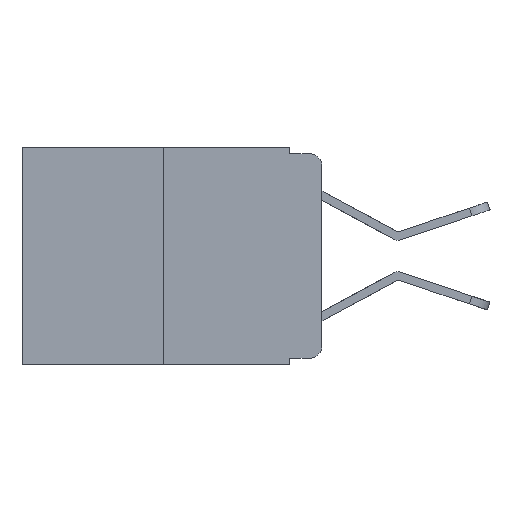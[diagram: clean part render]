
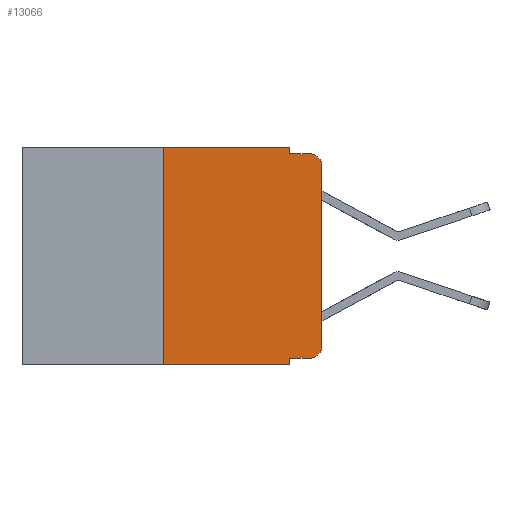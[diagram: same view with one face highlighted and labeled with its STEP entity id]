
A CAD part, left-side view. The second image highlights one B-rep face of the part: STEP entity #13066.
In plain terms, the highlighted planar face has unit normal (-1, 0, 0).
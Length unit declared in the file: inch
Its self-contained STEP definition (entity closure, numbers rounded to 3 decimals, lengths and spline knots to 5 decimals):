
#280 = CARTESIAN_POINT ( 'NONE',  ( 0., 0.25, 0. ) ) ;
#336 = VECTOR ( 'NONE', #15049, 39.37008 ) ;
#459 = CARTESIAN_POINT ( 'NONE',  ( 0., 0.02, -0.01 ) ) ;
#508 = CARTESIAN_POINT ( 'NONE',  ( 0., 0., 0. ) ) ;
#688 = CARTESIAN_POINT ( 'NONE',  ( 0., 0.051, -0.333 ) ) ;
#799 = VECTOR ( 'NONE', #10174, 39.37008 ) ;
#968 = CARTESIAN_POINT ( 'NONE',  ( 0., 0.02, -0.313 ) ) ;
#1004 = VERTEX_POINT ( 'NONE', #1837 ) ;
#1363 = AXIS2_PLACEMENT_3D ( 'NONE', #5307, #13621, #6527 ) ;
#1523 = VECTOR ( 'NONE', #6711, 39.37008 ) ;
#1583 = ORIENTED_EDGE ( 'NONE', *, *, #6216, .T. ) ;
#1829 = CARTESIAN_POINT ( 'NONE',  ( 0., 0., -0.313 ) ) ;
#1837 = CARTESIAN_POINT ( 'NONE',  ( 0., 0.051, -0.01 ) ) ;
#1997 = ORIENTED_EDGE ( 'NONE', *, *, #11811, .T. ) ;
#2029 = VECTOR ( 'NONE', #3554, 39.37008 ) ;
#2402 = VECTOR ( 'NONE', #7968, 39.37008 ) ;
#2600 = VERTEX_POINT ( 'NONE', #1829 ) ;
#3145 = CARTESIAN_POINT ( 'NONE',  ( 0., 0., -0.03 ) ) ;
#3175 = LINE ( 'NONE', #13843, #2402 ) ;
#3180 = ORIENTED_EDGE ( 'NONE', *, *, #9482, .F. ) ;
#3554 = DIRECTION ( 'NONE',  ( 0., 0., -1. ) ) ;
#3573 = VECTOR ( 'NONE', #10541, 39.37008 ) ;
#4003 = EDGE_CURVE ( 'NONE', #7568, #8411, #3175, .T. ) ;
#4124 = ORIENTED_EDGE ( 'NONE', *, *, #11026, .T. ) ;
#4662 = CARTESIAN_POINT ( 'NONE',  ( 0., 0.051, 0. ) ) ;
#4756 = FACE_OUTER_BOUND ( 'NONE', #5332, .T. ) ;
#5272 = LINE ( 'NONE', #8297, #2029 ) ;
#5307 = CARTESIAN_POINT ( 'NONE',  ( 0., 0.02, -0.03 ) ) ;
#5324 = VERTEX_POINT ( 'NONE', #8996 ) ;
#5332 = EDGE_LOOP ( 'NONE', ( #1997, #4124, #13628, #3180, #11440, #11809, #9056, #13760, #9748, #1583 ) ) ;
#5522 = DIRECTION ( 'NONE',  ( 1., 0., 0. ) ) ;
#5690 = CIRCLE ( 'NONE', #10500, 0.02 ) ;
#5971 = CARTESIAN_POINT ( 'NONE',  ( 0., 0.051, -0.01 ) ) ;
#6216 = EDGE_CURVE ( 'NONE', #9079, #2600, #5690, .T. ) ;
#6237 = VECTOR ( 'NONE', #9928, 39.37008 ) ;
#6323 = CARTESIAN_POINT ( 'NONE',  ( 0., 0.25, 0. ) ) ;
#6527 = DIRECTION ( 'NONE',  ( 0., 0., -1. ) ) ;
#6711 = DIRECTION ( 'NONE',  ( 0., 0., 1. ) ) ;
#7034 = EDGE_CURVE ( 'NONE', #5324, #9079, #13099, .T. ) ;
#7442 = EDGE_CURVE ( 'NONE', #9936, #7793, #14021, .T. ) ;
#7568 = VERTEX_POINT ( 'NONE', #9296 ) ;
#7677 = VECTOR ( 'NONE', #15428, 39.37008 ) ;
#7793 = VERTEX_POINT ( 'NONE', #4662 ) ;
#7825 = EDGE_CURVE ( 'NONE', #5324, #8411, #5272, .T. ) ;
#7968 = DIRECTION ( 'NONE',  ( 0., -1., 0. ) ) ;
#7995 = CARTESIAN_POINT ( 'NONE',  ( 0., 0.051, 0. ) ) ;
#8196 = DIRECTION ( 'NONE',  ( 0., 0., -1. ) ) ;
#8297 = CARTESIAN_POINT ( 'NONE',  ( 0., 0.051, 0. ) ) ;
#8411 = VERTEX_POINT ( 'NONE', #10698 ) ;
#8641 = EDGE_CURVE ( 'NONE', #7568, #9936, #15434, .T. ) ;
#8996 = CARTESIAN_POINT ( 'NONE',  ( 0., 0.051, -0.333 ) ) ;
#9056 = ORIENTED_EDGE ( 'NONE', *, *, #4003, .T. ) ;
#9079 = VERTEX_POINT ( 'NONE', #12065 ) ;
#9296 = CARTESIAN_POINT ( 'NONE',  ( 0., 0.25, -0.343 ) ) ;
#9482 = EDGE_CURVE ( 'NONE', #7793, #1004, #10179, .T. ) ;
#9554 = DIRECTION ( 'NONE',  ( -1., 0., 0. ) ) ;
#9748 = ORIENTED_EDGE ( 'NONE', *, *, #7034, .T. ) ;
#9928 = DIRECTION ( 'NONE',  ( 0., 0., 1. ) ) ;
#9936 = VERTEX_POINT ( 'NONE', #280 ) ;
#10174 = DIRECTION ( 'NONE',  ( 0., -1., 0. ) ) ;
#10179 = LINE ( 'NONE', #7995, #336 ) ;
#10265 = EDGE_CURVE ( 'NONE', #1004, #15623, #10864, .T. ) ;
#10315 = PLANE ( 'NONE',  #13507 ) ;
#10500 = AXIS2_PLACEMENT_3D ( 'NONE', #968, #9554, #8196 ) ;
#10541 = DIRECTION ( 'NONE',  ( 0., -1., 0. ) ) ;
#10698 = CARTESIAN_POINT ( 'NONE',  ( 0., 0.051, -0.343 ) ) ;
#10864 = LINE ( 'NONE', #5971, #7677 ) ;
#11026 = EDGE_CURVE ( 'NONE', #15089, #15623, #12849, .T. ) ;
#11440 = ORIENTED_EDGE ( 'NONE', *, *, #7442, .F. ) ;
#11809 = ORIENTED_EDGE ( 'NONE', *, *, #8641, .F. ) ;
#11811 = EDGE_CURVE ( 'NONE', #2600, #15089, #14278, .T. ) ;
#12065 = CARTESIAN_POINT ( 'NONE',  ( 0., 0.02, -0.333 ) ) ;
#12511 = CARTESIAN_POINT ( 'NONE',  ( 0., 0.473, 0. ) ) ;
#12652 = CARTESIAN_POINT ( 'NONE',  ( 0., 0.473, 0. ) ) ;
#12849 = CIRCLE ( 'NONE', #1363, 0.02 ) ;
#13066 = ADVANCED_FACE ( 'NONE', ( #4756 ), #10315, .F. ) ;
#13099 = LINE ( 'NONE', #688, #3573 ) ;
#13507 = AXIS2_PLACEMENT_3D ( 'NONE', #12652, #5522, #13815 ) ;
#13621 = DIRECTION ( 'NONE',  ( -1., 0., 0. ) ) ;
#13628 = ORIENTED_EDGE ( 'NONE', *, *, #10265, .F. ) ;
#13760 = ORIENTED_EDGE ( 'NONE', *, *, #7825, .F. ) ;
#13815 = DIRECTION ( 'NONE',  ( 0., 0., -1. ) ) ;
#13843 = CARTESIAN_POINT ( 'NONE',  ( 0., 0.473, -0.343 ) ) ;
#14021 = LINE ( 'NONE', #12511, #799 ) ;
#14278 = LINE ( 'NONE', #508, #1523 ) ;
#15049 = DIRECTION ( 'NONE',  ( 0., 0., -1. ) ) ;
#15089 = VERTEX_POINT ( 'NONE', #3145 ) ;
#15428 = DIRECTION ( 'NONE',  ( 0., -1., 0. ) ) ;
#15434 = LINE ( 'NONE', #6323, #6237 ) ;
#15623 = VERTEX_POINT ( 'NONE', #459 ) ;
